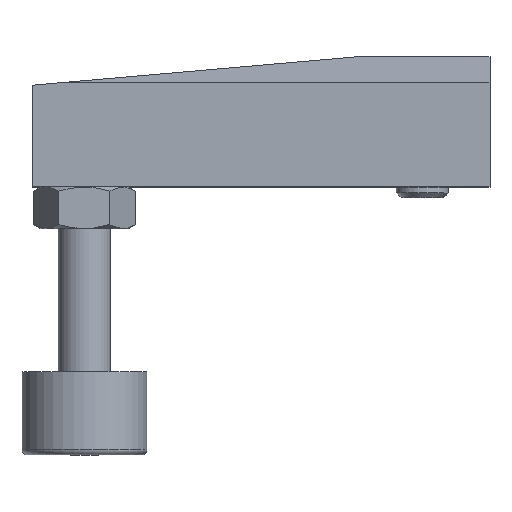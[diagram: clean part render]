
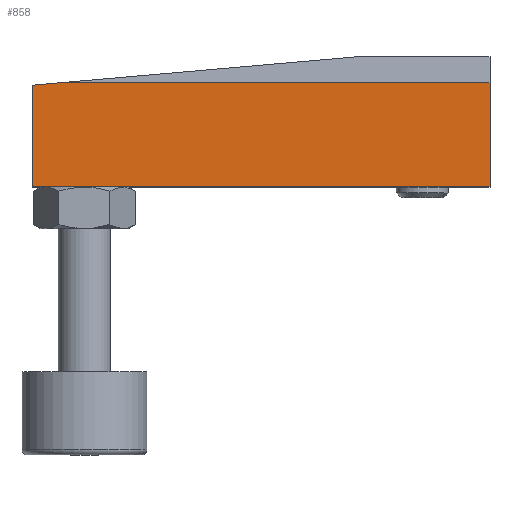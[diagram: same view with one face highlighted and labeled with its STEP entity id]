
A CAD part, top view. The second image highlights one B-rep face of the part: STEP entity #858.
In plain terms, the highlighted face is planar.
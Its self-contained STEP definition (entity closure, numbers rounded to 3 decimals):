
#135=LINE('',#1373,#180);
#141=LINE('',#1386,#186);
#146=LINE('',#1397,#191);
#147=LINE('',#1398,#192);
#148=LINE('',#1400,#193);
#180=VECTOR('',#1096,1000.);
#186=VECTOR('',#1104,1000.);
#191=VECTOR('',#1115,1000.);
#192=VECTOR('',#1116,1000.);
#193=VECTOR('',#1117,1000.);
#241=ORIENTED_EDGE('',*,*,#447,.T.);
#242=ORIENTED_EDGE('',*,*,#453,.T.);
#243=ORIENTED_EDGE('',*,*,#441,.T.);
#244=ORIENTED_EDGE('',*,*,#454,.T.);
#245=ORIENTED_EDGE('',*,*,#455,.T.);
#441=EDGE_CURVE('',#549,#548,#135,.T.);
#447=EDGE_CURVE('',#555,#554,#141,.T.);
#453=EDGE_CURVE('',#554,#549,#146,.T.);
#454=EDGE_CURVE('',#548,#558,#147,.T.);
#455=EDGE_CURVE('',#558,#555,#148,.T.);
#548=VERTEX_POINT('',#1372);
#549=VERTEX_POINT('',#1374);
#554=VERTEX_POINT('',#1385);
#555=VERTEX_POINT('',#1387);
#558=VERTEX_POINT('',#1399);
#626=EDGE_LOOP('',(#241,#242,#243,#244,#245));
#724=FACE_BOUND('',#626,.T.);
#821=PLANE('',#977);
#858=ADVANCED_FACE('',(#724),#821,.T.);
#977=AXIS2_PLACEMENT_3D('',#1396,#1113,#1114);
#1096=DIRECTION('',(0.,-0.087,0.996));
#1104=DIRECTION('',(0.,1.,0.));
#1113=DIRECTION('',(1.,0.,0.));
#1114=DIRECTION('',(0.,0.,-1.));
#1115=DIRECTION('',(0.,0.,1.));
#1116=DIRECTION('',(0.,-1.,0.));
#1117=DIRECTION('',(0.,0.,-1.));
#1372=CARTESIAN_POINT('',(12.5,19.576,75.));
#1373=CARTESIAN_POINT('',(12.5,25.,13.));
#1374=CARTESIAN_POINT('',(12.5,20.,70.15));
#1385=CARTESIAN_POINT('',(12.5,20.,-13.));
#1386=CARTESIAN_POINT('',(12.5,0.,-13.));
#1387=CARTESIAN_POINT('',(12.5,0.,-13.));
#1396=CARTESIAN_POINT('',(12.5,0.,0.));
#1397=CARTESIAN_POINT('',(12.5,20.,0.));
#1398=CARTESIAN_POINT('',(12.5,19.576,75.));
#1399=CARTESIAN_POINT('',(12.5,0.,75.));
#1400=CARTESIAN_POINT('',(12.5,0.,75.));
